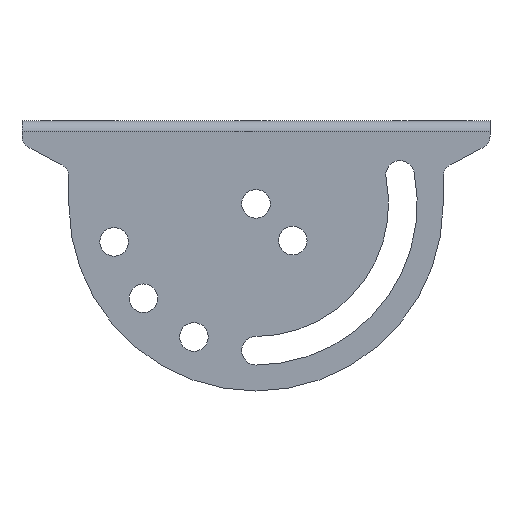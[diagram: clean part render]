
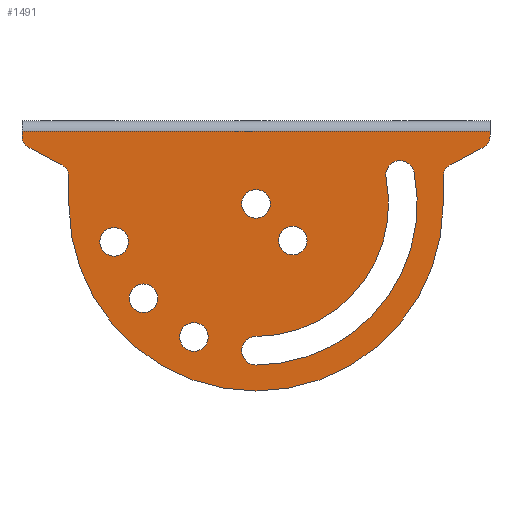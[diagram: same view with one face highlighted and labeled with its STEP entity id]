
A CAD part, left-side view. The second image highlights one B-rep face of the part: STEP entity #1491.
In plain terms, the highlighted planar face has unit normal (-1, 0, 0).
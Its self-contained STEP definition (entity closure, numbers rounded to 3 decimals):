
#216=DIRECTION('',(0.,1.,0.));
#217=VECTOR('',#216,180.);
#218=CARTESIAN_POINT('',(100.002,0.,-4.));
#219=LINE('',#218,#217);
#230=DIRECTION('',(0.,0.,1.));
#231=VECTOR('',#230,1.84);
#232=CARTESIAN_POINT('',(100.002,0.,-5.84));
#233=LINE('',#232,#231);
#234=CARTESIAN_POINT('',(100.002,5.,-5.84));
#235=DIRECTION('',(-1.,0.,0.));
#236=DIRECTION('',(0.,-0.466,-0.885));
#237=AXIS2_PLACEMENT_3D('',#234,#235,#236);
#239=DIRECTION('',(0.,-0.885,0.466));
#240=VECTOR('',#239,14.303);
#241=CARTESIAN_POINT('',(100.002,15.329,-16.926));
#242=LINE('',#241,#240);
#243=CARTESIAN_POINT('',(100.002,13.,-21.351));
#244=DIRECTION('',(1.,0.,0.));
#245=DIRECTION('',(0.,1.,0.));
#246=AXIS2_PLACEMENT_3D('',#243,#244,#245);
#248=DIRECTION('',(0.,0.,1.));
#249=VECTOR('',#248,10.508);
#250=CARTESIAN_POINT('',(100.002,18.,-31.858));
#251=LINE('',#250,#249);
#252=CARTESIAN_POINT('',(100.002,90.001,-31.858));
#253=DIRECTION('',(-1.,0.,0.));
#254=DIRECTION('',(0.,1.,0.));
#255=AXIS2_PLACEMENT_3D('',#252,#253,#254);
#257=DIRECTION('',(0.,0.001,-1.));
#258=VECTOR('',#257,5.);
#259=CARTESIAN_POINT('',(100.002,162.,-26.858));
#260=LINE('',#259,#258);
#261=DIRECTION('',(0.,0.,-1.));
#262=VECTOR('',#261,5.508);
#263=CARTESIAN_POINT('',(100.002,162.,-21.351));
#264=LINE('',#263,#262);
#265=CARTESIAN_POINT('',(100.002,167.,-21.351));
#266=DIRECTION('',(1.,0.,0.));
#267=DIRECTION('',(0.,-0.466,0.885));
#268=AXIS2_PLACEMENT_3D('',#265,#266,#267);
#270=DIRECTION('',(0.,-0.885,-0.466));
#271=VECTOR('',#270,14.304);
#272=CARTESIAN_POINT('',(100.002,177.329,-10.264));
#273=LINE('',#272,#271);
#274=CARTESIAN_POINT('',(100.002,175.,-5.84));
#275=DIRECTION('',(-1.,0.,0.));
#276=DIRECTION('',(0.,1.,0.));
#277=AXIS2_PLACEMENT_3D('',#274,#275,#276);
#279=DIRECTION('',(0.,0.,-1.));
#280=VECTOR('',#279,1.84);
#281=CARTESIAN_POINT('',(100.002,180.,-4.));
#282=LINE('',#281,#280);
#283=CARTESIAN_POINT('',(100.002,113.88,-83.066));
#284=DIRECTION('',(1.,0.,0.));
#285=DIRECTION('',(0.,1.,0.));
#286=AXIS2_PLACEMENT_3D('',#283,#284,#285);
#288=CARTESIAN_POINT('',(100.002,113.88,-83.066));
#289=DIRECTION('',(1.,0.,0.));
#290=DIRECTION('',(0.,-1.,0.));
#291=AXIS2_PLACEMENT_3D('',#288,#289,#290);
#293=CARTESIAN_POINT('',(100.002,133.284,-68.177));
#294=DIRECTION('',(1.,0.,0.));
#295=DIRECTION('',(0.,1.,0.));
#296=AXIS2_PLACEMENT_3D('',#293,#294,#295);
#298=CARTESIAN_POINT('',(100.002,133.284,-68.177));
#299=DIRECTION('',(1.,0.,0.));
#300=DIRECTION('',(0.,-1.,0.));
#301=AXIS2_PLACEMENT_3D('',#298,#299,#300);
#303=CARTESIAN_POINT('',(100.002,144.578,-46.482));
#304=DIRECTION('',(1.,0.,0.));
#305=DIRECTION('',(0.,1.,0.));
#306=AXIS2_PLACEMENT_3D('',#303,#304,#305);
#308=CARTESIAN_POINT('',(100.002,144.578,-46.482));
#309=DIRECTION('',(1.,0.,0.));
#310=DIRECTION('',(0.,-1.,0.));
#311=AXIS2_PLACEMENT_3D('',#308,#309,#310);
#313=CARTESIAN_POINT('',(100.002,75.859,-46.001));
#314=DIRECTION('',(1.,0.,0.));
#315=DIRECTION('',(0.,1.,0.));
#316=AXIS2_PLACEMENT_3D('',#313,#314,#315);
#318=CARTESIAN_POINT('',(100.002,75.859,-46.001));
#319=DIRECTION('',(1.,0.,0.));
#320=DIRECTION('',(0.,-1.,0.));
#321=AXIS2_PLACEMENT_3D('',#318,#319,#320);
#323=CARTESIAN_POINT('',(100.002,90.001,-31.858));
#324=DIRECTION('',(1.,0.,0.));
#325=DIRECTION('',(0.,1.,0.));
#326=AXIS2_PLACEMENT_3D('',#323,#324,#325);
#328=CARTESIAN_POINT('',(100.002,90.001,-31.858));
#329=DIRECTION('',(1.,0.,0.));
#330=DIRECTION('',(0.,-1.,0.));
#331=AXIS2_PLACEMENT_3D('',#328,#329,#330);
#333=CARTESIAN_POINT('',(100.002,90.001,-31.858));
#334=DIRECTION('',(1.,0.,0.));
#335=DIRECTION('',(0.,-0.981,0.196));
#336=AXIS2_PLACEMENT_3D('',#333,#334,#335);
#338=CARTESIAN_POINT('',(100.002,34.597,-20.78));
#339=DIRECTION('',(1.,0.,0.));
#340=DIRECTION('',(0.,0.981,-0.196));
#341=AXIS2_PLACEMENT_3D('',#338,#339,#340);
#343=CARTESIAN_POINT('',(100.002,90.001,-31.858));
#344=DIRECTION('',(-1.,0.,0.));
#345=DIRECTION('',(0.,0.,-1.));
#346=AXIS2_PLACEMENT_3D('',#343,#344,#345);
#348=CARTESIAN_POINT('',(100.002,90.,-88.36));
#349=DIRECTION('',(1.,0.,0.));
#350=DIRECTION('',(0.,0.,-1.));
#351=AXIS2_PLACEMENT_3D('',#348,#349,#350);
#945=CARTESIAN_POINT('',(100.002,119.38,-83.066));
#946=CARTESIAN_POINT('',(100.002,108.38,-83.066));
#947=VERTEX_POINT('',#945);
#948=VERTEX_POINT('',#946);
#949=CARTESIAN_POINT('',(100.002,138.784,-68.177));
#950=CARTESIAN_POINT('',(100.002,127.784,-68.177));
#951=VERTEX_POINT('',#949);
#952=VERTEX_POINT('',#950);
#953=CARTESIAN_POINT('',(100.002,150.078,-46.482));
#954=CARTESIAN_POINT('',(100.002,139.078,-46.482));
#955=VERTEX_POINT('',#953);
#956=VERTEX_POINT('',#954);
#957=CARTESIAN_POINT('',(100.002,81.359,-46.001));
#958=CARTESIAN_POINT('',(100.002,70.359,-46.001));
#959=VERTEX_POINT('',#957);
#960=VERTEX_POINT('',#958);
#961=CARTESIAN_POINT('',(100.002,95.501,-31.858));
#962=CARTESIAN_POINT('',(100.002,84.501,-31.858));
#963=VERTEX_POINT('',#961);
#964=VERTEX_POINT('',#962);
#985=CARTESIAN_POINT('',(100.002,180.,-5.84));
#986=CARTESIAN_POINT('',(100.002,177.329,-10.264));
#987=VERTEX_POINT('',#985);
#988=VERTEX_POINT('',#986);
#989=CARTESIAN_POINT('',(100.002,164.671,-16.926));
#990=VERTEX_POINT('',#989);
#991=CARTESIAN_POINT('',(100.002,162.,-21.351));
#992=VERTEX_POINT('',#991);
#993=CARTESIAN_POINT('',(100.002,162.,-26.858));
#994=VERTEX_POINT('',#993);
#995=CARTESIAN_POINT('',(100.002,162.003,-31.858));
#996=VERTEX_POINT('',#995);
#997=CARTESIAN_POINT('',(100.002,18.,-31.858));
#998=VERTEX_POINT('',#997);
#999=CARTESIAN_POINT('',(100.002,18.,-21.351));
#1000=VERTEX_POINT('',#999);
#1001=CARTESIAN_POINT('',(100.002,15.329,-16.926));
#1002=VERTEX_POINT('',#1001);
#1003=CARTESIAN_POINT('',(100.002,2.671,-10.264));
#1004=VERTEX_POINT('',#1003);
#1005=CARTESIAN_POINT('',(100.002,0.,-5.84));
#1006=VERTEX_POINT('',#1005);
#1029=CARTESIAN_POINT('',(100.002,29.203,-19.702));
#1030=CARTESIAN_POINT('',(100.002,90.,-93.86));
#1031=VERTEX_POINT('',#1029);
#1032=VERTEX_POINT('',#1030);
#1033=CARTESIAN_POINT('',(100.002,90.001,-82.86));
#1034=VERTEX_POINT('',#1033);
#1035=CARTESIAN_POINT('',(100.002,39.99,-21.858));
#1036=VERTEX_POINT('',#1035);
#1193=CARTESIAN_POINT('',(100.002,0.,-4.));
#1194=VERTEX_POINT('',#1193);
#1209=CARTESIAN_POINT('',(100.002,180.,-4.));
#1210=VERTEX_POINT('',#1209);
#1419=CARTESIAN_POINT('',(100.002,22.004,13.642));
#1420=DIRECTION('',(-1.,0.,0.));
#1421=DIRECTION('',(0.,1.,0.));
#1422=AXIS2_PLACEMENT_3D('',#1419,#1420,#1421);
#1423=PLANE('',#1422);
#1424=ORIENTED_EDGE('',*,*,#1410,.F.);
#1426=ORIENTED_EDGE('',*,*,#1425,.F.);
#1428=ORIENTED_EDGE('',*,*,#1427,.F.);
#1430=ORIENTED_EDGE('',*,*,#1429,.F.);
#1432=ORIENTED_EDGE('',*,*,#1431,.F.);
#1434=ORIENTED_EDGE('',*,*,#1433,.F.);
#1436=ORIENTED_EDGE('',*,*,#1435,.F.);
#1438=ORIENTED_EDGE('',*,*,#1437,.F.);
#1440=ORIENTED_EDGE('',*,*,#1439,.F.);
#1442=ORIENTED_EDGE('',*,*,#1441,.F.);
#1444=ORIENTED_EDGE('',*,*,#1443,.F.);
#1446=ORIENTED_EDGE('',*,*,#1445,.F.);
#1448=ORIENTED_EDGE('',*,*,#1447,.F.);
#1449=EDGE_LOOP('',(#1424,#1426,#1428,#1430,#1432,#1434,#1436,#1438,#1440,#1442,
#1444,#1446,#1448));
#1450=FACE_OUTER_BOUND('',#1449,.F.);
#1452=ORIENTED_EDGE('',*,*,#1451,.F.);
#1454=ORIENTED_EDGE('',*,*,#1453,.F.);
#1455=EDGE_LOOP('',(#1452,#1454));
#1456=FACE_BOUND('',#1455,.F.);
#1458=ORIENTED_EDGE('',*,*,#1457,.F.);
#1460=ORIENTED_EDGE('',*,*,#1459,.F.);
#1461=EDGE_LOOP('',(#1458,#1460));
#1462=FACE_BOUND('',#1461,.F.);
#1464=ORIENTED_EDGE('',*,*,#1463,.F.);
#1466=ORIENTED_EDGE('',*,*,#1465,.F.);
#1467=EDGE_LOOP('',(#1464,#1466));
#1468=FACE_BOUND('',#1467,.F.);
#1470=ORIENTED_EDGE('',*,*,#1469,.F.);
#1472=ORIENTED_EDGE('',*,*,#1471,.F.);
#1473=EDGE_LOOP('',(#1470,#1472));
#1474=FACE_BOUND('',#1473,.F.);
#1476=ORIENTED_EDGE('',*,*,#1475,.F.);
#1478=ORIENTED_EDGE('',*,*,#1477,.F.);
#1479=EDGE_LOOP('',(#1476,#1478));
#1480=FACE_BOUND('',#1479,.F.);
#1482=ORIENTED_EDGE('',*,*,#1481,.F.);
#1484=ORIENTED_EDGE('',*,*,#1483,.F.);
#1486=ORIENTED_EDGE('',*,*,#1485,.F.);
#1488=ORIENTED_EDGE('',*,*,#1487,.F.);
#1489=EDGE_LOOP('',(#1482,#1484,#1486,#1488));
#1490=FACE_BOUND('',#1489,.F.);
#1491=ADVANCED_FACE('',(#1450,#1456,#1462,#1468,#1474,#1480,#1490),#1423,.T.);
#238=CIRCLE('',#237,5.);
#247=CIRCLE('',#246,5.);
#256=CIRCLE('',#255,72.002);
#269=CIRCLE('',#268,5.);
#278=CIRCLE('',#277,5.);
#287=CIRCLE('',#286,5.5);
#292=CIRCLE('',#291,5.5);
#297=CIRCLE('',#296,5.5);
#302=CIRCLE('',#301,5.5);
#307=CIRCLE('',#306,5.5);
#312=CIRCLE('',#311,5.5);
#317=CIRCLE('',#316,5.5);
#322=CIRCLE('',#321,5.5);
#327=CIRCLE('',#326,5.5);
#332=CIRCLE('',#331,5.5);
#337=CIRCLE('',#336,62.002);
#342=CIRCLE('',#341,5.5);
#347=CIRCLE('',#346,51.002);
#352=CIRCLE('',#351,5.5);
#1410=EDGE_CURVE('',#1194,#1210,#219,.T.);
#1425=EDGE_CURVE('',#1006,#1194,#233,.T.);
#1427=EDGE_CURVE('',#1004,#1006,#238,.T.);
#1429=EDGE_CURVE('',#1002,#1004,#242,.T.);
#1431=EDGE_CURVE('',#1000,#1002,#247,.T.);
#1433=EDGE_CURVE('',#998,#1000,#251,.T.);
#1435=EDGE_CURVE('',#996,#998,#256,.T.);
#1437=EDGE_CURVE('',#994,#996,#260,.T.);
#1439=EDGE_CURVE('',#992,#994,#264,.T.);
#1441=EDGE_CURVE('',#990,#992,#269,.T.);
#1443=EDGE_CURVE('',#988,#990,#273,.T.);
#1445=EDGE_CURVE('',#987,#988,#278,.T.);
#1447=EDGE_CURVE('',#1210,#987,#282,.T.);
#1451=EDGE_CURVE('',#947,#948,#287,.T.);
#1453=EDGE_CURVE('',#948,#947,#292,.T.);
#1457=EDGE_CURVE('',#951,#952,#297,.T.);
#1459=EDGE_CURVE('',#952,#951,#302,.T.);
#1463=EDGE_CURVE('',#955,#956,#307,.T.);
#1465=EDGE_CURVE('',#956,#955,#312,.T.);
#1469=EDGE_CURVE('',#959,#960,#317,.T.);
#1471=EDGE_CURVE('',#960,#959,#322,.T.);
#1475=EDGE_CURVE('',#963,#964,#327,.T.);
#1477=EDGE_CURVE('',#964,#963,#332,.T.);
#1481=EDGE_CURVE('',#1031,#1032,#337,.T.);
#1483=EDGE_CURVE('',#1036,#1031,#342,.T.);
#1485=EDGE_CURVE('',#1034,#1036,#347,.T.);
#1487=EDGE_CURVE('',#1032,#1034,#352,.T.);
